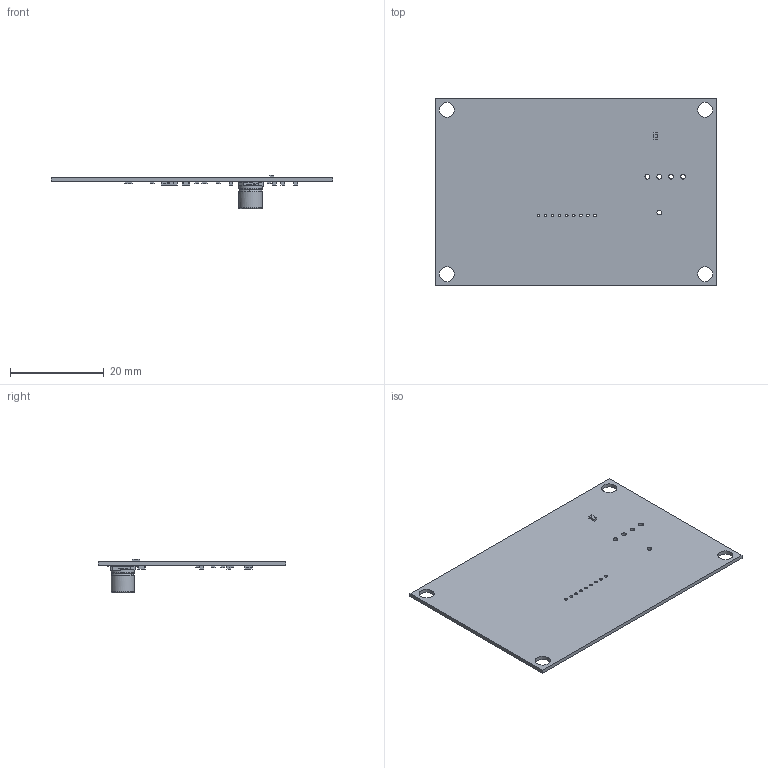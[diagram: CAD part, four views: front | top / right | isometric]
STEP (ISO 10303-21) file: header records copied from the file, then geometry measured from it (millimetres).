
FILE_DESCRIPTION(('KiCad electronic assembly'),'2;1');
FILE_NAME('General_purpose_lancer_board_sub.step','2020-01-25T16:32:22', ('An Author'),('A Company'),'Open CASCADE STEP processor 6.8', 'KiCad to STEP converter','Unknown');
FILE_SCHEMA(('AUTOMOTIVE_DESIGN_CC2 { 1 2 10303 214 -1 1 5 4 }'));
Length unit declared in the file: millimetre
Products named in the file (9): Open CASCADE STEP translator 6.8 1; C_0603; SOLID; CP_Elec_5x5.8; R_0603; LED_0603; COMPOUND
Assembly tree (26 placements, depth 3):
  Open CASCADE STEP translator 6.8 1
    C_0603  x8
      SOLID
    CP_Elec_5x5.8
      SOLID
    R_0603  x12
      SOLID
    LED_0603
    COMPOUND
Bounding box: 60 x 40 x 7.15 mm (x, y, z)
Volume: 2018.7 mm3; surface area: 5212 mm2
Topology: 22 solids, 22 shells, 625 faces, 1681 edges, 1117 vertices
Faces by surface type: plane 398, cylinder 220, torus 4, bspline 2, revolution 1
Full cylindrical faces by diameter (mm): 0.6 x9, 1 x5, 3.2 x4, 5 x2
Entity records: 13247 total; most frequent: CARTESIAN_POINT 6115, DIRECTION 1134, ORIENTED_EDGE 638, PCURVE 638, DEFINITIONAL_REPRESENTATION 638, LINE 606, VECTOR 606, EDGE_CURVE 319
